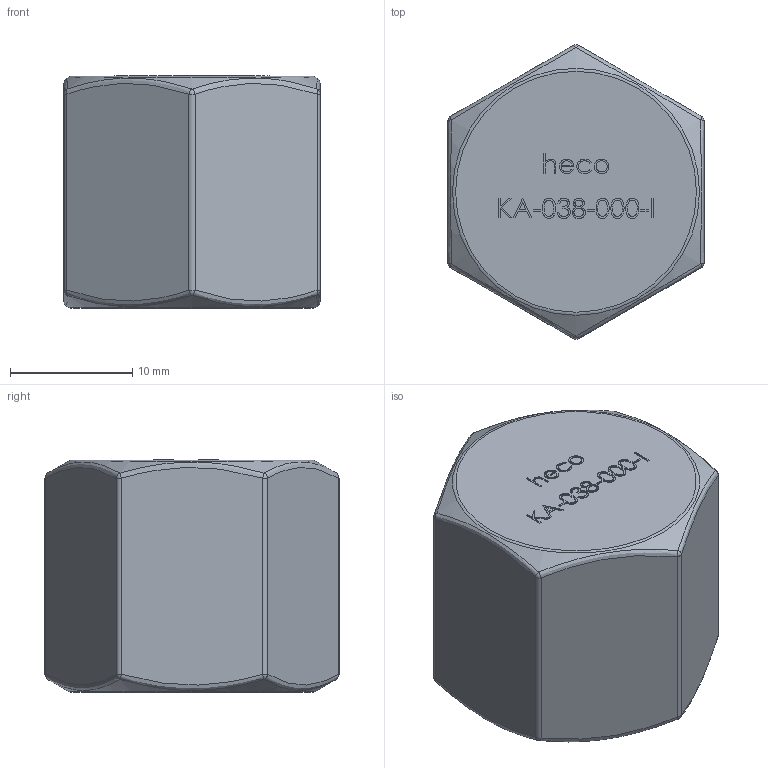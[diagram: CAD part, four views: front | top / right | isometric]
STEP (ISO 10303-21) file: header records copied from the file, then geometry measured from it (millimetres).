
FILE_DESCRIPTION (( 'STEP AP214' ), '1' );
FILE_NAME ('KA-038-000-I 2310.STEP', '2023-10-10T08:49:28', ( '' ), ( '' ), 'SwSTEP 2.0', 'SolidWorks 2019', '' );
FILE_SCHEMA (( 'AUTOMOTIVE_DESIGN' ));
Length unit declared in the file: millimetre
Products named in the file (1): KA-038-000-I 2310
Bounding box: 21 x 24.09 x 19.04 mm (x, y, z)
Volume: 4379 mm3; surface area: 2785.5 mm2
Topology: 1 solids, 1 shells, 227 faces, 566 edges, 363 vertices
Faces by surface type: bspline 114, plane 88, sphere 12, cylinder 7, cone 3, torus 3
Full cylindrical faces by diameter (mm): 14.95 x1
Entity records: 15472 total; most frequent: CARTESIAN_POINT 8786, ORIENTED_EDGE 1096, DIRECTION 592, EDGE_CURVE 548, VERTEX_POINT 356, VECTOR 276, LINE 276, EDGE_LOOP 260
